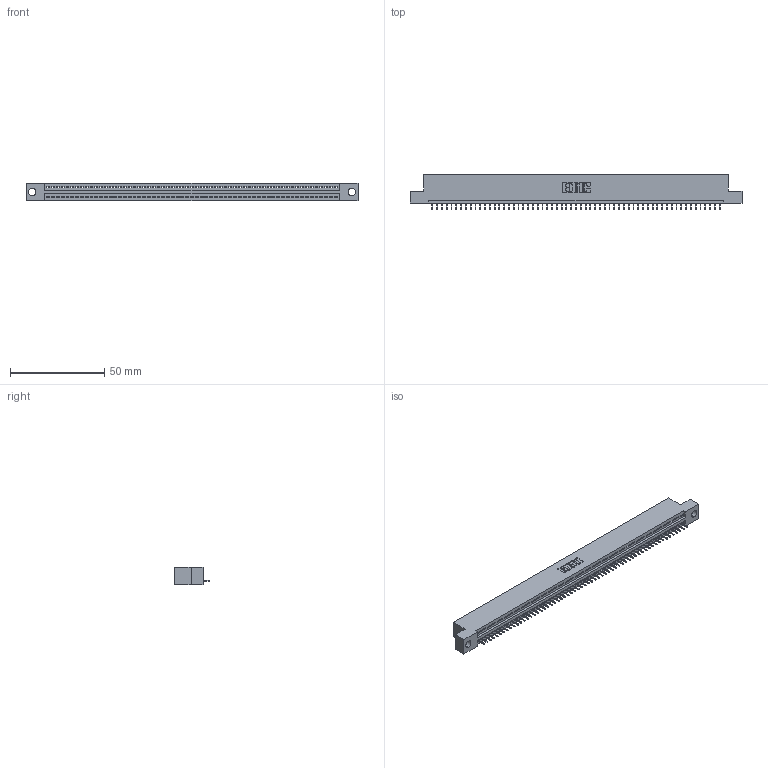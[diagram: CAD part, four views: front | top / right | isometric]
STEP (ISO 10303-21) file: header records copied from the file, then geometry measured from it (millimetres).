
FILE_DESCRIPTION (( 'STEP AP203' ), '1' );
FILE_NAME ('395-061-525-104.STEP', '2020-09-24T21:02:16', ( '' ), ( '' ), 'SwSTEP 2.0', 'SolidWorks 2020', '' );
FILE_SCHEMA (( 'CONFIG_CONTROL_DESIGN' ));
Length unit declared in the file: inch
Products named in the file (3): 345-292-001_345-293-125; 395-061-525-104; 345 Part_Flush Mounting Lugs - 0.156 Dia-TH
Assembly tree (62 placements, depth 2):
  395-061-525-104
    345 Part_Flush Mounting Lugs - 0.156 Dia-TH
    345-292-001_345-293-125  x61
Bounding box: 176.15 x 18.72 x 9.4 mm (x, y, z)
Volume: 16549.5 mm3; surface area: 21229.3 mm2
Topology: 62 solids, 62 shells, 3908 faces, 11321 edges, 7302 vertices
Faces by surface type: plane 2886, cylinder 1022
Entity records: 43429 total; most frequent: CARTESIAN_POINT 7527, ORIENTED_EDGE 7522, DIRECTION 6547, EDGE_CURVE 3761, LINE 3389, VECTOR 3389, VERTEX_POINT 2502, AXIS2_PLACEMENT_3D 1579
